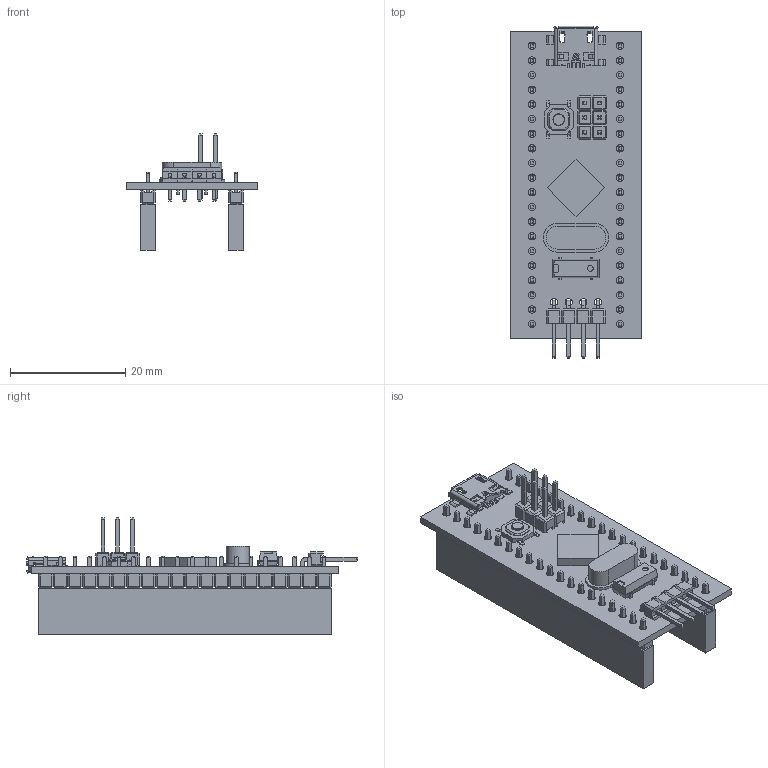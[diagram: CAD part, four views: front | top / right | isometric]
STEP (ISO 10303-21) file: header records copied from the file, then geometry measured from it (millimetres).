
FILE_DESCRIPTION(('FreeCAD Model'),'2;1');
FILE_NAME('stm32colorida.step','2018-07-17T11:21:32',('kicad StepUp'),('ksu MCAD'), 'Open CASCADE STEP processor 6.8','FreeCAD','Unknown');
FILE_SCHEMA(('AUTOMOTIVE_DESIGN_CC2 { 1 2 10303 214 -1 1 5 4 }'));
Length unit declared in the file: millimetre
Products named in the file (1): stm32colorida
Bounding box: 22.86 x 57.56 x 20.27 mm (x, y, z)
Volume: 4622.2 mm3; surface area: 6976.4 mm2
Topology: 2 solids, 2 shells, 2054 faces, 5050 edges, 3008 vertices
Faces by surface type: plane 1845, cylinder 198, bspline 10, torus 1
Full cylindrical faces by diameter (mm): 0.43 x2, 1 x1, 1.27 x50, 2 x1
Entity records: 73486 total; most frequent: CARTESIAN_POINT 10571, ORIENTED_EDGE 10100, DIRECTION 9523, EDGE_CURVE 5050, LINE 4615, VECTOR 4615, VERTEX_POINT 3008, AXIS2_PLACEMENT_3D 2454
